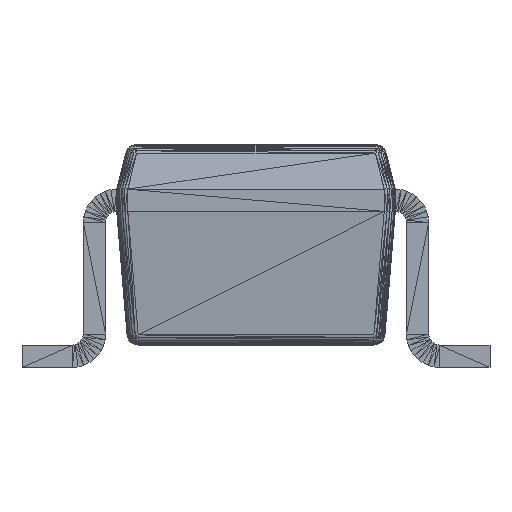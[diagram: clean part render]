
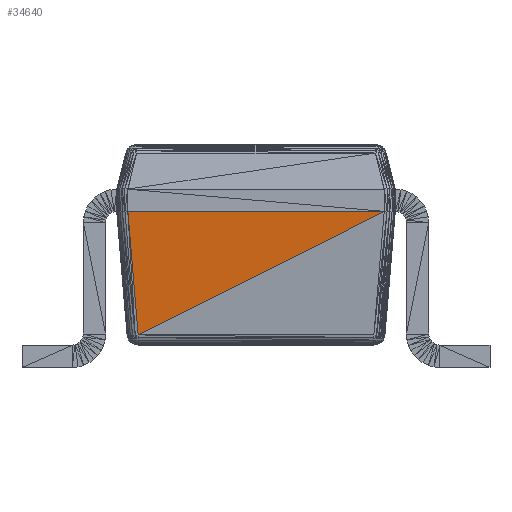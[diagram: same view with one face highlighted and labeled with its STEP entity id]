
A CAD part, front view. The second image highlights one B-rep face of the part: STEP entity #34640.
In plain terms, the highlighted planar face has unit normal (0, -0.997, -0.083).
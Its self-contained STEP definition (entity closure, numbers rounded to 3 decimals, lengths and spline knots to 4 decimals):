
#12=DIRECTION('',(1.0,0.0,0.0));
#1548=VECTOR('',#12,1000.0);
#27722=CARTESIAN_POINT('',(-0.575,-1.0,0.6));
#27723=VERTEX_POINT('',#27722);
#27724=CARTESIAN_POINT('',(0.575,-1.0,0.6));
#27725=VERTEX_POINT('',#27724);
#27762=CARTESIAN_POINT('',(-0.529,-0.9538,0.0458));
#27763=VERTEX_POINT('',#27762);
#34285=LINE('',#27722,#1548);
#34286=EDGE_CURVE('',#27723,#27725,#34285,.T.);
#34599=DIRECTION('',(-0.893,0.037,-0.448));
#34600=VECTOR('',#34599,1000.0);
#34616=LINE('',#27724,#34600);
#34617=EDGE_CURVE('',#27725,#27763,#34616,.T.);
#34621=DIRECTION('',(-0.0,-0.997,-0.083));
#34628=DIRECTION('',(0.082,0.083,-0.993));
#34629=VECTOR('',#34628,1000.0);
#34630=LINE('',#27722,#34629);
#34631=EDGE_CURVE('',#27723,#27763,#34630,.T.);
#34632=ORIENTED_EDGE('',*,*,#34617,.F.);
#34633=ORIENTED_EDGE('',*,*,#34286,.F.);
#34634=ORIENTED_EDGE('',*,*,#34631,.T.);
#34635=DIRECTION('',(0.893,-0.037,0.448));
#34636=AXIS2_PLACEMENT_3D('',#27762,#34621,#34635);
#34637=PLANE('',#34636);
#34638=EDGE_LOOP('',(#34632,#34633,#34634));
#34639=FACE_BOUND('',#34638,.T.);
#34640=ADVANCED_FACE('',(#34639),#34637,.T.);
